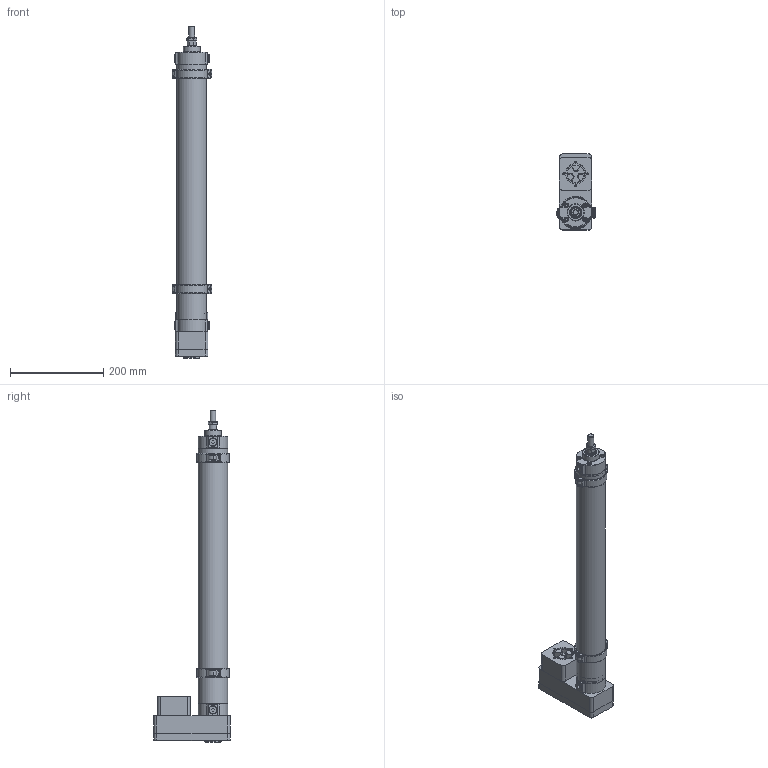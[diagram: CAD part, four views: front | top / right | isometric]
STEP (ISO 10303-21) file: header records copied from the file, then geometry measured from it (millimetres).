
FILE_DESCRIPTION (( 'STEP AP214' ), '1' );
FILE_NAME ('SCR200AP-0450.STEP', '2025-05-13T11:12:41', ( '' ), ( '' ), 'SwSTEP 2.0', 'SolidWorks 2023', '' );
FILE_SCHEMA (( 'AUTOMOTIVE_DESIGN' ));
Length unit declared in the file: millimetre
Products named in the file (22): NUT_MM_NUT_M3X0.5Z; SSSCP_MM_SSSCPM5X0.8X6Z; SCR2-BKT02; STANDOFFSCHSM5_M5X8X44; SEALHM14NBR_7410; SCR200AP-0450; SCHS_MM_SHCSM2.5X0.45X6FTZ; UP-SCR2A-203-XXXX; A7.1_4; PU-SCR2-341; PU-SCR2-323; SLSSFPM6X1.0X6NYOW_95862A127; PU-SCR2-325; PU-SCR2-121; PU-SCR2-111; NUTJAM_NUTJAM_M12X1.25Z; PU-SC-EMBOUT_PU-SC2-EMBOUT_C; PU-SCR2-321; SCR2-BKT02.CORPS; FHCS_MM_FHCSM5X0.8X35FTZ; SCHS_MM_SHCSM3X0.5X20PTZ; UP-SCR2A-201-XXXX
Assembly tree (36 placements, depth 3):
  SCR200AP-0450
    UP-SCR2A-201-XXXX
    SEALHM14NBR_7410
    PU-SCR2-111
    PU-SCR2-121
    SCR2-BKT02  x2
      SCR2-BKT02.CORPS
      NUT_MM_NUT_M3X0.5Z
      SCHS_MM_SHCSM2.5X0.45X6FTZ
      SCHS_MM_SHCSM3X0.5X20PTZ
    UP-SCR2A-203-XXXX
    SSSCP_MM_SSSCPM5X0.8X6Z
    NUTJAM_NUTJAM_M12X1.25Z
    PU-SC-EMBOUT_PU-SC2-EMBOUT_C
    STANDOFFSCHSM5_M5X8X44  x4
    A7.1_4  x4
    PU-SCR2-321
    PU-SCR2-323
    PU-SCR2-325
    SLSSFPM6X1.0X6NYOW_95862A127  x4
    FHCS_MM_FHCSM5X0.8X35FTZ  x6
    PU-SCR2-341
Bounding box: 84.23 x 163.51 x 713.93 mm (x, y, z)
Volume: 860414.2 mm3; surface area: 431323.4 mm2
Topology: 48 solids, 48 shells, 1234 faces, 2705 edges, 1660 vertices
Faces by surface type: plane 522, cylinder 341, cone 234, torus 113, bspline 24
Full cylindrical faces by diameter (mm): 2.5 x4, 2.9 x4, 3 x4, 3.81 x4, 4.2 x19, 4.5 x2, 4.762 x1, 4.763 x2, 4.774 x2, 5 x15, 5.207 x4, 5.3 x6, 5.309 x8, 5.5 x10, 5.969 x2, 6.8 x1, 8 x4, 9.906 x8, 10 x6, 10.1 x1, 11.8 x4, 11.938 x1, 12 x2, 12.7 x2, 14.5 x1, 14.834 x1, 15 x1, 16 x1, 17 x1, 18.415 x4
Entity records: 24164 total; most frequent: CARTESIAN_POINT 5926, DIRECTION 3647, ORIENTED_EDGE 2990, AXIS2_PLACEMENT_3D 1525, EDGE_CURVE 1495, EDGE_LOOP 1131, VERTEX_POINT 1036, FACE_OUTER_BOUND 915
